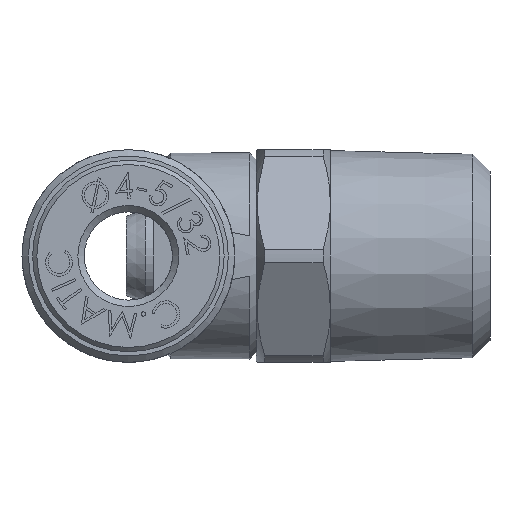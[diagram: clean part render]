
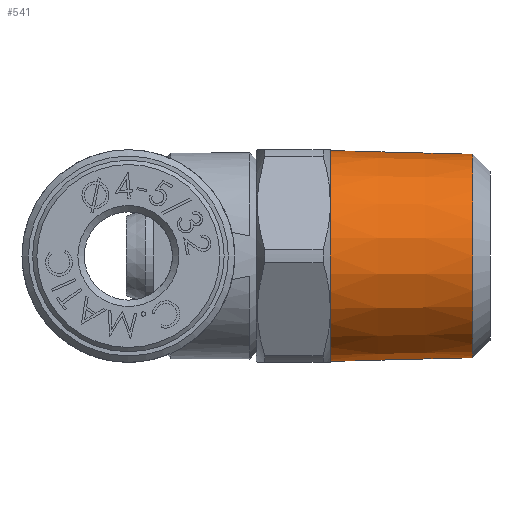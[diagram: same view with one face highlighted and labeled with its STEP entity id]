
A CAD part, left-side view. The second image highlights one B-rep face of the part: STEP entity #541.
In plain terms, the highlighted conical face has half-angle 1.47 degrees and reference radius 4.954 mm.
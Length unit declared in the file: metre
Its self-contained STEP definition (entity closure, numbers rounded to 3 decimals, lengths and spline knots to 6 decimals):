
#541 = ADVANCED_FACE( 'NONE', ( #1433, #1434 ), #1435, .T. );
#1433 = FACE_OUTER_BOUND( '', #3233, .T. );
#1434 = FACE_BOUND( '', #3234, .T. );
#1435 = CONICAL_SURFACE( '', #3235, 0.004954, 0.026 );
#3233 = EDGE_LOOP( '', ( #8115 ) );
#3234 = EDGE_LOOP( '', ( #8116 ) );
#3235 = AXIS2_PLACEMENT_3D( '', #8117, #8118, #8119 );
#8115 = ORIENTED_EDGE( '', *, *, #11330, .T. );
#8116 = ORIENTED_EDGE( '', *, *, #11331, .F. );
#8117 = CARTESIAN_POINT( '', ( 0., -0.0095, 0. ) );
#8118 = DIRECTION( '', ( 0., 1., 0. ) );
#8119 = DIRECTION( '', ( 0., 0., 1. ) );
#11330 = EDGE_CURVE( 'NONE', #13008, #13008, #13009, .T. );
#11331 = EDGE_CURVE( 'NONE', #13010, #13010, #13011, .T. );
#13008 = VERTEX_POINT( '', #16169 );
#13009 = CIRCLE( '', #16170, 0.004954 );
#13010 = VERTEX_POINT( '', #16171 );
#13011 = CIRCLE( '', #16172, 0.004782 );
#16169 = CARTESIAN_POINT( '', ( 0., -0.0095, -0.004954 ) );
#16170 = AXIS2_PLACEMENT_3D( '', #21737, #21738, #21739 );
#16171 = CARTESIAN_POINT( '', ( 0., -0.0162, -0.004782 ) );
#16172 = AXIS2_PLACEMENT_3D( '', #21740, #21741, #21742 );
#21737 = CARTESIAN_POINT( '', ( 0., -0.0095, 0. ) );
#21738 = DIRECTION( '', ( 0., -1., 0. ) );
#21739 = DIRECTION( '', ( 0., 0., -1. ) );
#21740 = CARTESIAN_POINT( '', ( 0., -0.0162, 0. ) );
#21741 = DIRECTION( '', ( 0., -1., 0. ) );
#21742 = DIRECTION( '', ( 0., 0., -1. ) );
